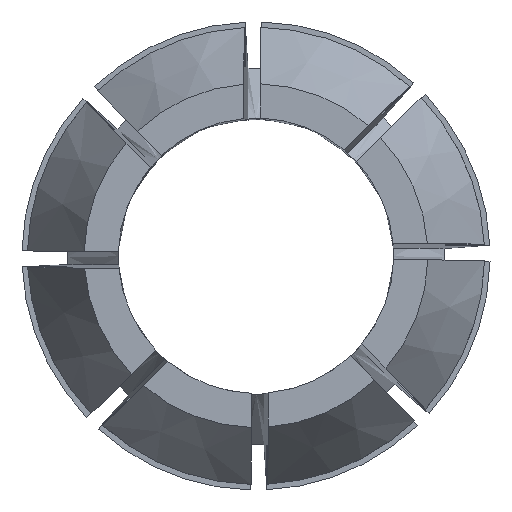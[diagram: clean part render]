
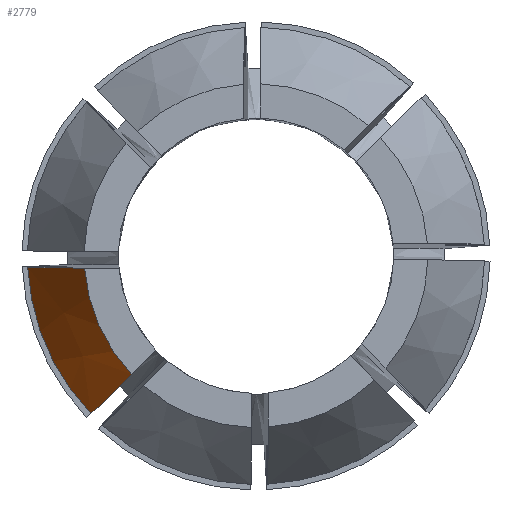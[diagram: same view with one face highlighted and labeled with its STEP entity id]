
A CAD part, top view. The second image highlights one B-rep face of the part: STEP entity #2779.
In plain terms, the highlighted conical face has half-angle 30 degrees and reference radius 8.3 mm.
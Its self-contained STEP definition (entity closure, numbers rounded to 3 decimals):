
#6 = CARTESIAN_POINT ( 'NONE',  ( -8.289, -0.422, 23.933 ) ) ;
#37 = CARTESIAN_POINT ( 'NONE',  ( 0., 0., 23.933 ) ) ;
#99 = DIRECTION ( 'NONE',  ( -1., 0., 0. ) ) ;
#256 = CARTESIAN_POINT ( 'NONE',  ( -6.224, -0.453, 27.5 ) ) ;
#288 = CARTESIAN_POINT ( 'NONE',  ( -5.994, -5.741, 23.933 ) ) ;
#669 = VERTEX_POINT ( 'NONE', #256 ) ;
#672 = EDGE_CURVE ( 'NONE', #3000, #3470, #3211, .T. ) ;
#762 = ORIENTED_EDGE ( 'NONE', *, *, #2919, .T. ) ;
#916 = CARTESIAN_POINT ( 'NONE',  ( -7.601, -0.432, 25.122 ) ) ;
#1187 = ORIENTED_EDGE ( 'NONE', *, *, #1195, .F. ) ;
#1195 = EDGE_CURVE ( 'NONE', #3488, #669, #1732, .T. ) ;
#1196 = CARTESIAN_POINT ( 'NONE',  ( -4.516, -4.307, 27.5 ) ) ;
#1211 = AXIS2_PLACEMENT_3D ( 'NONE', #3457, #2557, #99 ) ;
#1490 = CARTESIAN_POINT ( 'NONE',  ( -5.008, -4.785, 26.311 ) ) ;
#1491 = CARTESIAN_POINT ( 'NONE',  ( 0., 0., 27.5 ) ) ;
#1501 = CIRCLE ( 'NONE', #2730, 6.24 ) ;
#1732 = B_SPLINE_CURVE_WITH_KNOTS ( 'NONE', 3,
 ( #6, #916, #3683, #3391 ),
 .UNSPECIFIED., .F., .F.,
 ( 4, 4 ),
 ( 0., 0.004 ),
 .UNSPECIFIED. ) ;
#1817 = DIRECTION ( 'NONE',  ( -1., 0., 0. ) ) ;
#1897 = FACE_OUTER_BOUND ( 'NONE', #3566, .T. ) ;
#1956 = CARTESIAN_POINT ( 'NONE',  ( -4.516, -4.307, 27.5 ) ) ;
#2108 = DIRECTION ( 'NONE',  ( 0., 0., -1. ) ) ;
#2151 = DIRECTION ( 'NONE',  ( -1., 0., 0. ) ) ;
#2166 = DIRECTION ( 'NONE',  ( 0., 0., -1. ) ) ;
#2197 = AXIS2_PLACEMENT_3D ( 'NONE', #37, #2166, #2151 ) ;
#2304 = ORIENTED_EDGE ( 'NONE', *, *, #3413, .F. ) ;
#2421 = ORIENTED_EDGE ( 'NONE', *, *, #672, .T. ) ;
#2557 = DIRECTION ( 'NONE',  ( 0., 0., -1. ) ) ;
#2730 = AXIS2_PLACEMENT_3D ( 'NONE', #1491, #2108, #1817 ) ;
#2779 = ADVANCED_FACE ( 'NONE', ( #1897 ), #2896, .T. ) ;
#2834 = CARTESIAN_POINT ( 'NONE',  ( -5.994, -5.741, 23.933 ) ) ;
#2896 = CONICAL_SURFACE ( 'NONE', #2197, 8.3, 0.524 ) ;
#2919 = EDGE_CURVE ( 'NONE', #3470, #669, #1501, .T. ) ;
#3000 = VERTEX_POINT ( 'NONE', #2834 ) ;
#3154 = CARTESIAN_POINT ( 'NONE',  ( -8.289, -0.422, 23.933 ) ) ;
#3211 = B_SPLINE_CURVE_WITH_KNOTS ( 'NONE', 3,
 ( #288, #3628, #1490, #1196 ),
 .UNSPECIFIED., .F., .F.,
 ( 4, 4 ),
 ( 0., 0.004 ),
 .UNSPECIFIED. ) ;
#3391 = CARTESIAN_POINT ( 'NONE',  ( -6.224, -0.453, 27.5 ) ) ;
#3413 = EDGE_CURVE ( 'NONE', #3000, #3488, #3736, .T. ) ;
#3457 = CARTESIAN_POINT ( 'NONE',  ( 0., 0., 23.933 ) ) ;
#3470 = VERTEX_POINT ( 'NONE', #1956 ) ;
#3488 = VERTEX_POINT ( 'NONE', #3154 ) ;
#3566 = EDGE_LOOP ( 'NONE', ( #2304, #2421, #762, #1187 ) ) ;
#3628 = CARTESIAN_POINT ( 'NONE',  ( -5.501, -5.263, 25.122 ) ) ;
#3683 = CARTESIAN_POINT ( 'NONE',  ( -6.913, -0.442, 26.311 ) ) ;
#3736 = CIRCLE ( 'NONE', #1211, 8.3 ) ;
